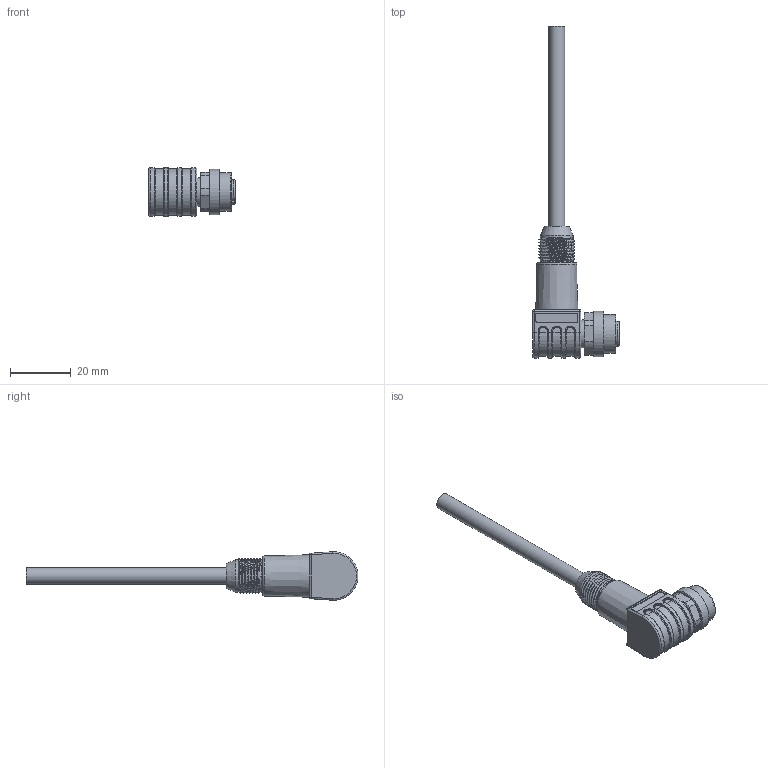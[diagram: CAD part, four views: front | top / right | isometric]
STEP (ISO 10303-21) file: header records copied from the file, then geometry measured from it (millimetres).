
FILE_DESCRIPTION(/* description */ (''),/* implementation_level */ '2;1');
FILE_NAME(/* name */ 'RA-WWAKGS4-L_stp.stp',/* time_stamp */ '2017-03-03T13:57:59+01:00',/* author */ (''),/* organization */ (''),/* preprocessor_version */ 'ST-DEVELOPER v16',/* originating_system */ 'SIEMENS PLM Software NX 10.0',/* authorisation */ '');
FILE_SCHEMA (('AUTOMOTIVE_DESIGN { 1 0 10303 214 3 1 1 1 }'));
Length unit declared in the file: millimetre
Products named in the file (1): RA-WWAKGS4-L_stp
Bounding box: 28.7 x 109.67 x 15.97 mm (x, y, z)
Volume: 9636.6 mm3; surface area: 4913.9 mm2
Topology: 1 solids, 1 shells, 275 faces, 688 edges, 434 vertices
Faces by surface type: cylinder 103, plane 94, extrusion 25, torus 18, cone 17, bspline 14, sphere 4
Full cylindrical faces by diameter (mm): 1.15 x4, 5.4 x1, 9.3 x1, 10.77 x7, 10.95 x1, 12.3 x1, 12.8 x1, 15 x1
Entity records: 9599 total; most frequent: CARTESIAN_POINT 3436, DIRECTION 1262, ORIENTED_EDGE 1246, EDGE_CURVE 623, AXIS2_PLACEMENT_3D 467, VERTEX_POINT 405, VECTOR 328, EDGE_LOOP 316
